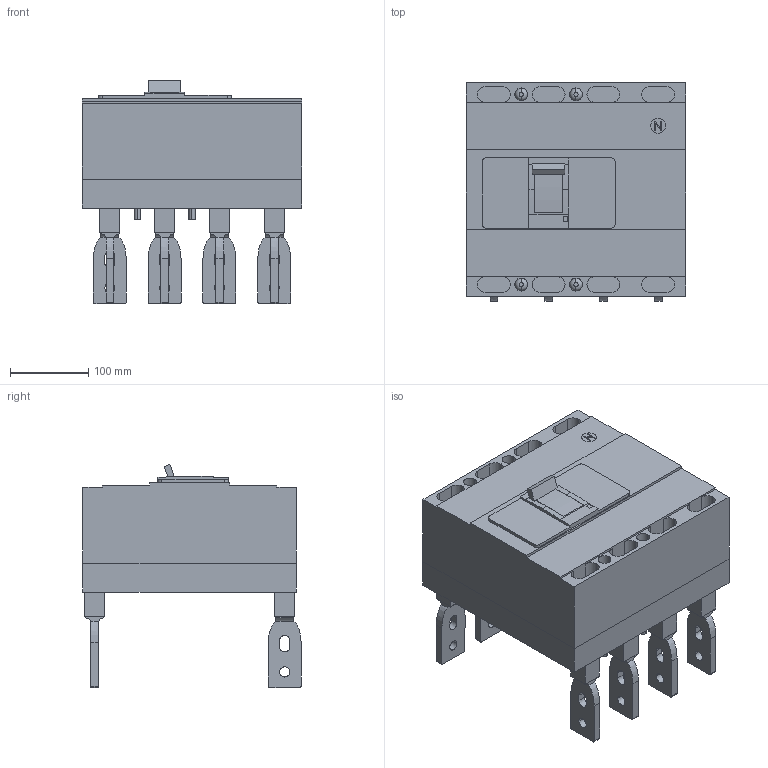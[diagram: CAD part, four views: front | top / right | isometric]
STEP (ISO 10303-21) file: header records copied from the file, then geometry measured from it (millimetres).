
FILE_DESCRIPTION(('CoCreate Modeling STEP Export'),'2;1');
FILE_NAME('Ｈ６３０ＮＥ４Ｒ.stp','2012-03-23T15:35:39',(''),(''),'CoCreate Modeling STEP processor for AP214 (Solid Model)','CoCreate Modeling 17.0 01-Apr-2010 (C) Parametric Technology GmbH','');
FILE_SCHEMA(('AUTOMOTIVE_DESIGN { 1 0 10303 214 1 1 1 1 }'));
Length unit declared in the file: millimetre
Products named in the file (4): p3.1; p1; p2; Ｈ６３０ＮＥ４Ｒ
Assembly tree (6 placements, depth 2):
  Ｈ６３０ＮＥ４Ｒ
    p2
    p1
    p3.1  x4
Bounding box: 280 x 279 x 285.18 mm (x, y, z)
Volume: 10539752.6 mm3; surface area: 651478.4 mm2
Topology: 6 solids, 6 shells, 380 faces, 990 edges, 650 vertices
Faces by surface type: plane 215, cylinder 141, extrusion 16, torus 8
Entity records: 12815 total; most frequent: CARTESIAN_POINT 2490, ORIENTED_EDGE 1884, DIRECTION 1600, EDGE_CURVE 942, VECTOR 636, VERTEX_POINT 620, LINE 620, AXIS2_PLACEMENT_3D 482
